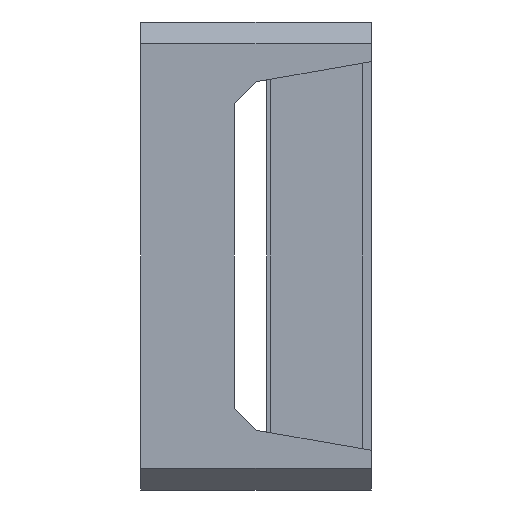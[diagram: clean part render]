
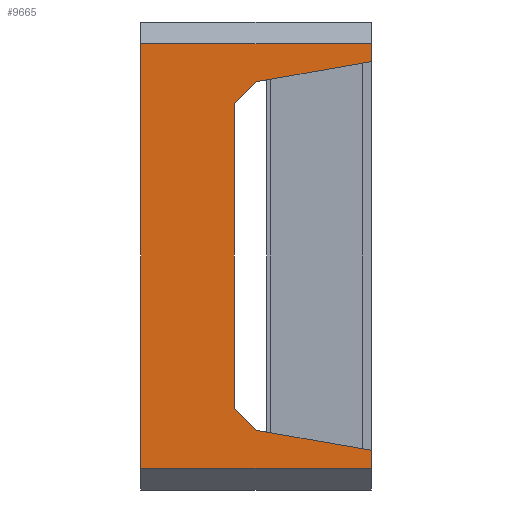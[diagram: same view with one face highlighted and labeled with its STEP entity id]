
A CAD part, left-side view. The second image highlights one B-rep face of the part: STEP entity #9665.
In plain terms, the highlighted planar face has unit normal (-1, 0, 0).
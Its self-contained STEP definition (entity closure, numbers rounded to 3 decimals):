
#253 = DIRECTION ( 'NONE',  ( 0., -1., 0. ) ) ;
#431 = VERTEX_POINT ( 'NONE', #9651 ) ;
#465 = VECTOR ( 'NONE', #8757, 1000. ) ;
#473 = AXIS2_PLACEMENT_3D ( 'NONE', #1622, #6294, #4690 ) ;
#635 = ORIENTED_EDGE ( 'NONE', *, *, #7733, .T. ) ;
#672 = DIRECTION ( 'NONE',  ( 0., -0.985, 0.173 ) ) ;
#730 = ORIENTED_EDGE ( 'NONE', *, *, #3410, .T. ) ;
#801 = CARTESIAN_POINT ( 'NONE',  ( -50., 18.99, 21.118 ) ) ;
#1012 = LINE ( 'NONE', #6535, #465 ) ;
#1155 = VERTEX_POINT ( 'NONE', #7000 ) ;
#1249 = VECTOR ( 'NONE', #672, 1000. ) ;
#1434 = EDGE_CURVE ( 'NONE', #7648, #5416, #9920, .T. ) ;
#1464 = LINE ( 'NONE', #4535, #2409 ) ;
#1474 = DIRECTION ( 'NONE',  ( 0., 0., 1. ) ) ;
#1622 = CARTESIAN_POINT ( 'NONE',  ( -50., 32., -32.5 ) ) ;
#1764 = CARTESIAN_POINT ( 'NONE',  ( -50., 32., -29.5 ) ) ;
#1769 = ORIENTED_EDGE ( 'NONE', *, *, #4745, .T. ) ;
#2066 = LINE ( 'NONE', #5133, #5611 ) ;
#2340 = CARTESIAN_POINT ( 'NONE',  ( -50., 18.99, -21.118 ) ) ;
#2400 = VERTEX_POINT ( 'NONE', #801 ) ;
#2409 = VECTOR ( 'NONE', #7595, 1000. ) ;
#2821 = CARTESIAN_POINT ( 'NONE',  ( -50., 0., -26.987 ) ) ;
#2933 = CARTESIAN_POINT ( 'NONE',  ( -50., 15.878, -24.215 ) ) ;
#3052 = VERTEX_POINT ( 'NONE', #6564 ) ;
#3070 = VECTOR ( 'NONE', #5995, 1000. ) ;
#3128 = PLANE ( 'NONE',  #473 ) ;
#3211 = EDGE_CURVE ( 'NONE', #3052, #6285, #3852, .T. ) ;
#3239 = ORIENTED_EDGE ( 'NONE', *, *, #5308, .T. ) ;
#3326 = CARTESIAN_POINT ( 'NONE',  ( -50., 15.878, -24.215 ) ) ;
#3371 = VECTOR ( 'NONE', #9817, 1000. ) ;
#3410 = EDGE_CURVE ( 'NONE', #2400, #431, #3442, .T. ) ;
#3442 = LINE ( 'NONE', #8669, #7839 ) ;
#3465 = VERTEX_POINT ( 'NONE', #2821 ) ;
#3516 = VERTEX_POINT ( 'NONE', #9010 ) ;
#3592 = CARTESIAN_POINT ( 'NONE',  ( -50., 18.99, -21.118 ) ) ;
#3615 = ORIENTED_EDGE ( 'NONE', *, *, #4892, .T. ) ;
#3693 = LINE ( 'NONE', #6744, #3371 ) ;
#3852 = LINE ( 'NONE', #4549, #7191 ) ;
#3900 = EDGE_CURVE ( 'NONE', #8633, #3465, #2066, .T. ) ;
#4535 = CARTESIAN_POINT ( 'NONE',  ( -50., 32., 29.5 ) ) ;
#4549 = CARTESIAN_POINT ( 'NONE',  ( -50., 32., -32.5 ) ) ;
#4671 = EDGE_CURVE ( 'NONE', #5416, #2400, #9061, .T. ) ;
#4690 = DIRECTION ( 'NONE',  ( 0., 0., -1. ) ) ;
#4736 = FACE_OUTER_BOUND ( 'NONE', #9873, .T. ) ;
#4745 = EDGE_CURVE ( 'NONE', #1155, #3516, #3693, .T. ) ;
#4892 = EDGE_CURVE ( 'NONE', #3516, #6285, #1464, .T. ) ;
#5093 = DIRECTION ( 'NONE',  ( 0., 0., 1. ) ) ;
#5133 = CARTESIAN_POINT ( 'NONE',  ( -50., 0., -32.5 ) ) ;
#5295 = CARTESIAN_POINT ( 'NONE',  ( -50., 0., -29.5 ) ) ;
#5308 = EDGE_CURVE ( 'NONE', #3052, #8633, #5523, .T. ) ;
#5416 = VERTEX_POINT ( 'NONE', #2340 ) ;
#5523 = LINE ( 'NONE', #1764, #5897 ) ;
#5611 = VECTOR ( 'NONE', #9659, 1000. ) ;
#5897 = VECTOR ( 'NONE', #253, 1000. ) ;
#5995 = DIRECTION ( 'NONE',  ( 0., 0.709, 0.706 ) ) ;
#6285 = VERTEX_POINT ( 'NONE', #9247 ) ;
#6294 = DIRECTION ( 'NONE',  ( 1., 0., 0. ) ) ;
#6535 = CARTESIAN_POINT ( 'NONE',  ( -50., 0., -26.987 ) ) ;
#6564 = CARTESIAN_POINT ( 'NONE',  ( -50., 32., -29.5 ) ) ;
#6744 = CARTESIAN_POINT ( 'NONE',  ( -50., 0., -32.5 ) ) ;
#7000 = CARTESIAN_POINT ( 'NONE',  ( -50., 0., 27.008 ) ) ;
#7191 = VECTOR ( 'NONE', #1474, 1000. ) ;
#7454 = CARTESIAN_POINT ( 'NONE',  ( -50., 15.878, 24.215 ) ) ;
#7595 = DIRECTION ( 'NONE',  ( 0., 1., 0. ) ) ;
#7648 = VERTEX_POINT ( 'NONE', #3326 ) ;
#7733 = EDGE_CURVE ( 'NONE', #3465, #7648, #1012, .T. ) ;
#7839 = VECTOR ( 'NONE', #8014, 1000. ) ;
#8014 = DIRECTION ( 'NONE',  ( 0., -0.709, 0.706 ) ) ;
#8278 = ORIENTED_EDGE ( 'NONE', *, *, #9492, .T. ) ;
#8471 = ORIENTED_EDGE ( 'NONE', *, *, #3900, .T. ) ;
#8633 = VERTEX_POINT ( 'NONE', #5295 ) ;
#8669 = CARTESIAN_POINT ( 'NONE',  ( -50., 18.99, 21.118 ) ) ;
#8720 = ORIENTED_EDGE ( 'NONE', *, *, #3211, .F. ) ;
#8757 = DIRECTION ( 'NONE',  ( 0., 0.985, 0.172 ) ) ;
#8943 = ORIENTED_EDGE ( 'NONE', *, *, #4671, .T. ) ;
#9010 = CARTESIAN_POINT ( 'NONE',  ( -50., 0., 29.5 ) ) ;
#9061 = LINE ( 'NONE', #3592, #9787 ) ;
#9247 = CARTESIAN_POINT ( 'NONE',  ( -50., 32., 29.5 ) ) ;
#9489 = ORIENTED_EDGE ( 'NONE', *, *, #1434, .T. ) ;
#9492 = EDGE_CURVE ( 'NONE', #431, #1155, #9773, .T. ) ;
#9651 = CARTESIAN_POINT ( 'NONE',  ( -50., 15.878, 24.215 ) ) ;
#9659 = DIRECTION ( 'NONE',  ( 0., 0., 1. ) ) ;
#9665 = ADVANCED_FACE ( 'NONE', ( #4736 ), #3128, .F. ) ;
#9773 = LINE ( 'NONE', #7454, #1249 ) ;
#9787 = VECTOR ( 'NONE', #5093, 1000. ) ;
#9817 = DIRECTION ( 'NONE',  ( 0., 0., 1. ) ) ;
#9873 = EDGE_LOOP ( 'NONE', ( #1769, #3615, #8720, #3239, #8471, #635, #9489, #8943, #730, #8278 ) ) ;
#9920 = LINE ( 'NONE', #2933, #3070 ) ;
